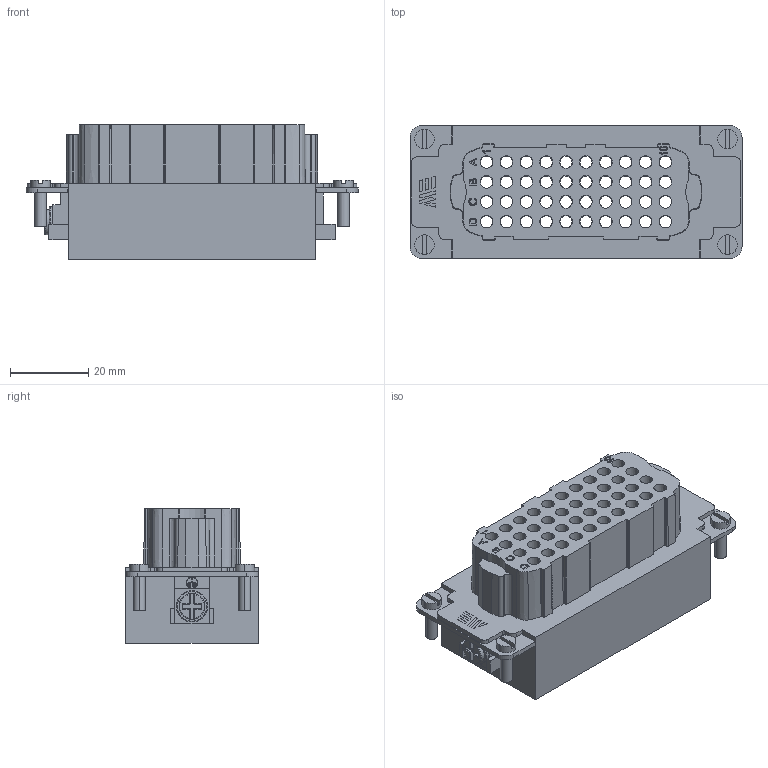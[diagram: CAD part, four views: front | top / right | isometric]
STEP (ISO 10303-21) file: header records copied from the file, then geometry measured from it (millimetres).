
FILE_DESCRIPTION (( 'STEP AP203' ), '1' );
FILE_NAME ('290223040.step', '2025-02-24T18:50:18', ( '' ), ( '' ), 'SwSTEP 2.0', 'SolidWorks 2024', '' );
FILE_SCHEMA (( 'CONFIG_CONTROL_DESIGN' ));
Length unit declared in the file: millimetre
Products named in the file (1): 290223040
Bounding box: 84.91 x 34 x 34.5 mm (x, y, z)
Volume: 54051.6 mm3; surface area: 26221.9 mm2
Topology: 1 solids, 1 shells, 485 faces, 1324 edges, 866 vertices
Faces by surface type: plane 247, cone 118, cylinder 87, bspline 19, sphere 8, torus 6
Entity records: 16211 total; most frequent: CARTESIAN_POINT 3511, ORIENTED_EDGE 2632, DIRECTION 2614, EDGE_CURVE 1316, AXIS2_PLACEMENT_3D 889, VERTEX_POINT 866, LINE 836, VECTOR 836
